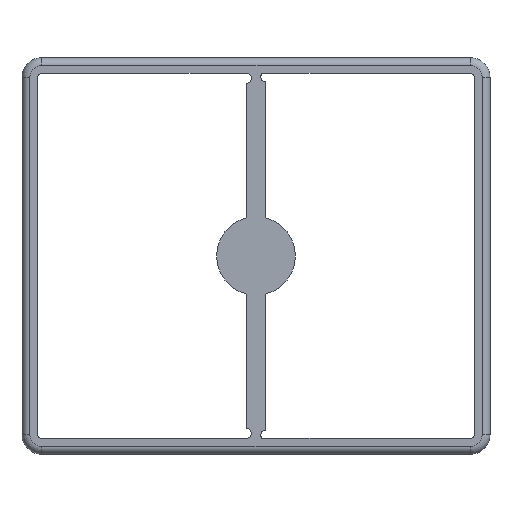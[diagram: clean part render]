
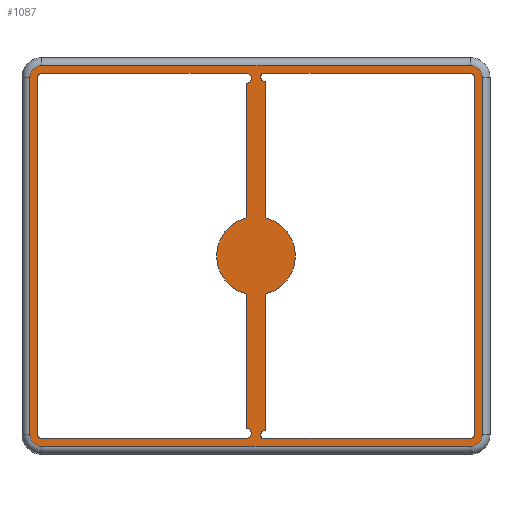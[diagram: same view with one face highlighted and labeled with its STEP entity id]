
A CAD part, top view. The second image highlights one B-rep face of the part: STEP entity #1087.
In plain terms, the highlighted face is planar.
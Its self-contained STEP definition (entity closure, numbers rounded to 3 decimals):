
#48=PLANE('',#1229);
#57=LINE('',#1627,#137);
#68=LINE('',#1678,#148);
#72=LINE('',#1695,#152);
#74=LINE('',#1702,#154);
#77=LINE('',#1711,#157);
#95=LINE('',#1771,#175);
#97=LINE('',#1775,#177);
#98=LINE('',#1777,#178);
#108=LINE('',#1811,#188);
#113=LINE('',#1831,#193);
#122=LINE('',#1871,#202);
#123=LINE('',#1873,#203);
#128=LINE('',#1889,#208);
#129=LINE('',#1890,#209);
#137=VECTOR('',#1277,1000.);
#148=VECTOR('',#1324,1000.);
#152=VECTOR('',#1340,1000.);
#154=VECTOR('',#1346,1000.);
#157=VECTOR('',#1353,1000.);
#175=VECTOR('',#1411,1000.);
#177=VECTOR('',#1415,1000.);
#178=VECTOR('',#1418,1000.);
#188=VECTOR('',#1456,1000.);
#193=VECTOR('',#1481,1000.);
#202=VECTOR('',#1532,1000.);
#203=VECTOR('',#1535,1000.);
#208=VECTOR('',#1554,1000.);
#209=VECTOR('',#1555,1000.);
#425=ORIENTED_EDGE('',*,*,#565,.F.);
#426=ORIENTED_EDGE('',*,*,#613,.F.);
#427=ORIENTED_EDGE('',*,*,#649,.F.);
#428=ORIENTED_EDGE('',*,*,#521,.F.);
#429=ORIENTED_EDGE('',*,*,#658,.F.);
#430=ORIENTED_EDGE('',*,*,#603,.F.);
#431=ORIENTED_EDGE('',*,*,#527,.F.);
#432=ORIENTED_EDGE('',*,*,#625,.F.);
#433=ORIENTED_EDGE('',*,*,#629,.F.);
#434=ORIENTED_EDGE('',*,*,#647,.F.);
#435=ORIENTED_EDGE('',*,*,#659,.F.);
#436=ORIENTED_EDGE('',*,*,#660,.F.);
#437=ORIENTED_EDGE('',*,*,#650,.F.);
#438=ORIENTED_EDGE('',*,*,#645,.F.);
#439=ORIENTED_EDGE('',*,*,#598,.F.);
#440=ORIENTED_EDGE('',*,*,#661,.F.);
#441=ORIENTED_EDGE('',*,*,#601,.F.);
#442=ORIENTED_EDGE('',*,*,#539,.F.);
#443=ORIENTED_EDGE('',*,*,#600,.F.);
#444=ORIENTED_EDGE('',*,*,#554,.F.);
#445=ORIENTED_EDGE('',*,*,#618,.T.);
#446=ORIENTED_EDGE('',*,*,#655,.T.);
#447=ORIENTED_EDGE('',*,*,#550,.T.);
#448=ORIENTED_EDGE('',*,*,#535,.T.);
#449=ORIENTED_EDGE('',*,*,#558,.T.);
#450=ORIENTED_EDGE('',*,*,#662,.T.);
#451=ORIENTED_EDGE('',*,*,#561,.T.);
#452=ORIENTED_EDGE('',*,*,#627,.T.);
#521=EDGE_CURVE('',#673,#674,#772,.T.);
#527=EDGE_CURVE('',#679,#680,#57,.T.);
#535=EDGE_CURVE('',#688,#687,#779,.T.);
#539=EDGE_CURVE('',#691,#692,#782,.T.);
#550=EDGE_CURVE('',#702,#688,#68,.T.);
#554=EDGE_CURVE('',#705,#706,#789,.T.);
#558=EDGE_CURVE('',#687,#708,#72,.T.);
#561=EDGE_CURVE('',#712,#711,#74,.T.);
#565=EDGE_CURVE('',#715,#716,#77,.T.);
#598=EDGE_CURVE('',#737,#738,#95,.T.);
#600=EDGE_CURVE('',#706,#691,#97,.T.);
#601=EDGE_CURVE('',#692,#739,#98,.T.);
#603=EDGE_CURVE('',#680,#740,#808,.T.);
#613=EDGE_CURVE('',#744,#715,#813,.T.);
#618=EDGE_CURVE('',#749,#748,#108,.T.);
#625=EDGE_CURVE('',#752,#679,#818,.T.);
#627=EDGE_CURVE('',#711,#749,#820,.T.);
#629=EDGE_CURVE('',#753,#752,#113,.T.);
#645=EDGE_CURVE('',#738,#762,#829,.T.);
#647=EDGE_CURVE('',#716,#753,#830,.T.);
#649=EDGE_CURVE('',#674,#744,#122,.T.);
#650=EDGE_CURVE('',#762,#764,#123,.T.);
#655=EDGE_CURVE('',#748,#702,#833,.T.);
#658=EDGE_CURVE('',#740,#673,#128,.T.);
#659=EDGE_CURVE('',#768,#705,#129,.T.);
#660=EDGE_CURVE('',#764,#768,#835,.T.);
#661=EDGE_CURVE('',#739,#737,#836,.T.);
#662=EDGE_CURVE('',#708,#712,#837,.T.);
#673=VERTEX_POINT('',#1612);
#674=VERTEX_POINT('',#1614);
#679=VERTEX_POINT('',#1626);
#680=VERTEX_POINT('',#1628);
#687=VERTEX_POINT('',#1644);
#688=VERTEX_POINT('',#1646);
#691=VERTEX_POINT('',#1653);
#692=VERTEX_POINT('',#1655);
#702=VERTEX_POINT('',#1679);
#705=VERTEX_POINT('',#1686);
#706=VERTEX_POINT('',#1688);
#708=VERTEX_POINT('',#1694);
#711=VERTEX_POINT('',#1701);
#712=VERTEX_POINT('',#1703);
#715=VERTEX_POINT('',#1710);
#716=VERTEX_POINT('',#1712);
#737=VERTEX_POINT('',#1770);
#738=VERTEX_POINT('',#1772);
#739=VERTEX_POINT('',#1778);
#740=VERTEX_POINT('',#1782);
#744=VERTEX_POINT('',#1799);
#748=VERTEX_POINT('',#1810);
#749=VERTEX_POINT('',#1812);
#752=VERTEX_POINT('',#1823);
#753=VERTEX_POINT('',#1830);
#762=VERTEX_POINT('',#1863);
#764=VERTEX_POINT('',#1874);
#768=VERTEX_POINT('',#1891);
#772=CIRCLE('',#1122,0.65);
#779=CIRCLE('',#1133,1.5);
#782=CIRCLE('',#1137,0.5);
#789=CIRCLE('',#1148,0.5);
#808=CIRCLE('',#1178,0.5);
#813=CIRCLE('',#1187,5.);
#818=CIRCLE('',#1196,0.5);
#820=CIRCLE('',#1199,1.5);
#829=CIRCLE('',#1216,5.);
#830=CIRCLE('',#1218,0.65);
#833=CIRCLE('',#1226,1.5);
#835=CIRCLE('',#1230,0.65);
#836=CIRCLE('',#1231,0.65);
#837=CIRCLE('',#1232,1.5);
#905=EDGE_LOOP('',(#425,#426,#427,#428,#429,#430,#431,#432,#433,#434));
#906=EDGE_LOOP('',(#435,#436,#437,#438,#439,#440,#441,#442,#443,#444));
#907=EDGE_LOOP('',(#445,#446,#447,#448,#449,#450,#451,#452));
#989=FACE_BOUND('',#905,.T.);
#990=FACE_BOUND('',#906,.T.);
#991=FACE_BOUND('',#907,.T.);
#1087=ADVANCED_FACE('',(#989,#990,#991),#48,.F.);
#1122=AXIS2_PLACEMENT_3D('',#1613,#1264,#1265);
#1133=AXIS2_PLACEMENT_3D('',#1645,#1293,#1294);
#1137=AXIS2_PLACEMENT_3D('',#1654,#1302,#1303);
#1148=AXIS2_PLACEMENT_3D('',#1687,#1332,#1333);
#1178=AXIS2_PLACEMENT_3D('',#1781,#1422,#1423);
#1187=AXIS2_PLACEMENT_3D('',#1800,#1445,#1446);
#1196=AXIS2_PLACEMENT_3D('',#1824,#1470,#1471);
#1199=AXIS2_PLACEMENT_3D('',#1827,#1476,#1477);
#1216=AXIS2_PLACEMENT_3D('',#1862,#1519,#1520);
#1218=AXIS2_PLACEMENT_3D('',#1866,#1524,#1525);
#1226=AXIS2_PLACEMENT_3D('',#1883,#1545,#1546);
#1229=AXIS2_PLACEMENT_3D('',#1888,#1552,#1553);
#1230=AXIS2_PLACEMENT_3D('',#1892,#1556,#1557);
#1231=AXIS2_PLACEMENT_3D('',#1893,#1558,#1559);
#1232=AXIS2_PLACEMENT_3D('',#1894,#1560,#1561);
#1264=DIRECTION('',(0.,1.,0.));
#1265=DIRECTION('',(0.,0.,1.));
#1277=DIRECTION('',(-1.,0.,0.));
#1293=DIRECTION('',(0.,1.,0.));
#1294=DIRECTION('',(1.,0.,0.));
#1302=DIRECTION('',(0.,1.,0.));
#1303=DIRECTION('',(0.,0.,1.));
#1324=DIRECTION('',(0.,0.,-1.));
#1332=DIRECTION('',(0.,1.,0.));
#1333=DIRECTION('',(0.,0.,1.));
#1340=DIRECTION('',(-1.,0.,0.));
#1346=DIRECTION('',(0.,0.,1.));
#1353=DIRECTION('',(1.,0.,0.));
#1411=DIRECTION('',(-1.,0.,0.));
#1415=DIRECTION('',(1.,0.,0.));
#1418=DIRECTION('',(0.,0.,-1.));
#1422=DIRECTION('',(0.,1.,0.));
#1423=DIRECTION('',(0.,0.,1.));
#1445=DIRECTION('',(0.,-1.,0.));
#1446=DIRECTION('',(0.,0.,1.));
#1456=DIRECTION('',(1.,0.,0.));
#1470=DIRECTION('',(0.,1.,0.));
#1471=DIRECTION('',(0.,0.,1.));
#1476=DIRECTION('',(0.,1.,0.));
#1477=DIRECTION('',(-1.,0.,0.));
#1481=DIRECTION('',(0.,0.,-1.));
#1519=DIRECTION('',(0.,-1.,0.));
#1520=DIRECTION('',(0.,0.,1.));
#1524=DIRECTION('',(0.,1.,0.));
#1525=DIRECTION('',(0.,0.,1.));
#1532=DIRECTION('',(1.,0.,0.));
#1535=DIRECTION('',(-1.,0.,0.));
#1545=DIRECTION('',(0.,1.,0.));
#1546=DIRECTION('',(0.,0.,1.));
#1552=DIRECTION('',(0.,-1.,0.));
#1553=DIRECTION('',(0.,0.,-1.));
#1554=DIRECTION('',(0.,0.,1.));
#1555=DIRECTION('',(0.,0.,1.));
#1556=DIRECTION('',(0.,1.,0.));
#1557=DIRECTION('',(0.,0.,1.));
#1558=DIRECTION('',(0.,1.,0.));
#1559=DIRECTION('',(0.,0.,1.));
#1560=DIRECTION('',(0.,1.,0.));
#1561=DIRECTION('',(0.,0.,-1.));
#1612=CARTESIAN_POINT('',(-23.2,0.,-1.25));
#1613=CARTESIAN_POINT('',(-22.55,0.,-1.25));
#1614=CARTESIAN_POINT('',(-21.9,0.,-1.25));
#1626=CARTESIAN_POINT('',(22.7,0.,-27.75));
#1627=CARTESIAN_POINT('',(22.7,0.,-27.75));
#1628=CARTESIAN_POINT('',(-22.7,0.,-27.75));
#1644=CARTESIAN_POINT('',(22.7,0.,-28.75));
#1645=CARTESIAN_POINT('',(22.7,0.,-27.25));
#1646=CARTESIAN_POINT('',(24.2,0.,-27.25));
#1653=CARTESIAN_POINT('',(22.7,0.,27.75));
#1654=CARTESIAN_POINT('',(22.7,0.,27.25));
#1655=CARTESIAN_POINT('',(23.2,0.,27.25));
#1678=CARTESIAN_POINT('',(24.2,0.,27.25));
#1679=CARTESIAN_POINT('',(24.2,0.,27.25));
#1686=CARTESIAN_POINT('',(-23.2,0.,27.25));
#1687=CARTESIAN_POINT('',(-22.7,0.,27.25));
#1688=CARTESIAN_POINT('',(-22.7,0.,27.75));
#1694=CARTESIAN_POINT('',(-22.7,0.,-28.75));
#1695=CARTESIAN_POINT('',(22.7,0.,-28.75));
#1701=CARTESIAN_POINT('',(-24.2,0.,27.25));
#1702=CARTESIAN_POINT('',(-24.2,0.,-27.25));
#1703=CARTESIAN_POINT('',(-24.2,0.,-27.25));
#1710=CARTESIAN_POINT('',(4.841,0.,-1.25));
#1711=CARTESIAN_POINT('',(4.841,0.,-1.25));
#1712=CARTESIAN_POINT('',(21.95,0.,-1.25));
#1770=CARTESIAN_POINT('',(22.135,0.,1.25));
#1771=CARTESIAN_POINT('',(4.841,0.,1.25));
#1772=CARTESIAN_POINT('',(4.841,0.,1.25));
#1775=CARTESIAN_POINT('',(22.7,0.,27.75));
#1777=CARTESIAN_POINT('',(23.2,0.,27.25));
#1778=CARTESIAN_POINT('',(23.2,0.,0.75));
#1781=CARTESIAN_POINT('',(-22.7,0.,-27.25));
#1782=CARTESIAN_POINT('',(-23.2,0.,-27.25));
#1799=CARTESIAN_POINT('',(-4.841,0.,-1.25));
#1800=CARTESIAN_POINT('',(0.,0.,0.));
#1810=CARTESIAN_POINT('',(22.7,0.,28.75));
#1811=CARTESIAN_POINT('',(-22.7,0.,28.75));
#1812=CARTESIAN_POINT('',(-22.7,0.,28.75));
#1823=CARTESIAN_POINT('',(23.2,0.,-27.25));
#1824=CARTESIAN_POINT('',(22.7,0.,-27.25));
#1827=CARTESIAN_POINT('',(-22.7,0.,27.25));
#1830=CARTESIAN_POINT('',(23.2,0.,-1.));
#1831=CARTESIAN_POINT('',(23.2,0.,-1.));
#1862=CARTESIAN_POINT('',(0.,0.,0.));
#1863=CARTESIAN_POINT('',(-4.841,0.,1.25));
#1866=CARTESIAN_POINT('',(22.6,0.,-1.25));
#1871=CARTESIAN_POINT('',(-21.9,0.,-1.25));
#1873=CARTESIAN_POINT('',(-22.135,0.,1.25));
#1874=CARTESIAN_POINT('',(-22.135,0.,1.25));
#1883=CARTESIAN_POINT('',(22.7,0.,27.25));
#1888=CARTESIAN_POINT('',(22.7,0.,27.25));
#1889=CARTESIAN_POINT('',(-23.2,0.,-1.25));
#1890=CARTESIAN_POINT('',(-23.2,0.,27.25));
#1891=CARTESIAN_POINT('',(-23.2,0.,0.75));
#1892=CARTESIAN_POINT('',(-22.785,0.,1.25));
#1893=CARTESIAN_POINT('',(22.785,0.,1.25));
#1894=CARTESIAN_POINT('',(-22.7,0.,-27.25));
